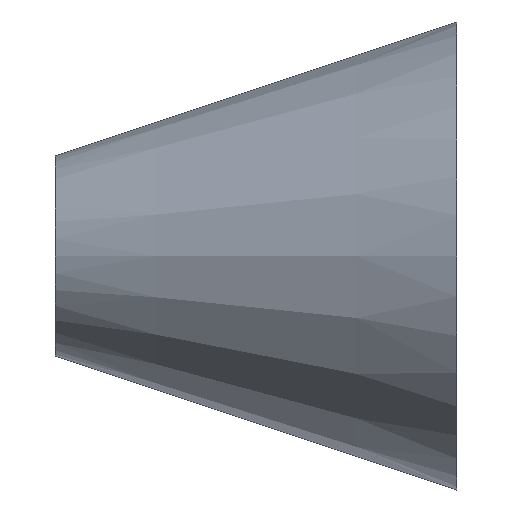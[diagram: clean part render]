
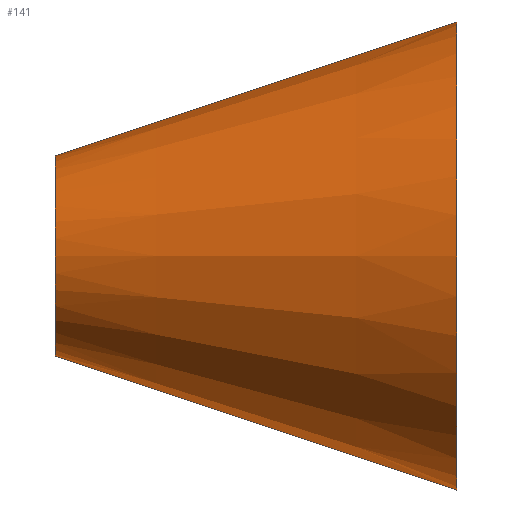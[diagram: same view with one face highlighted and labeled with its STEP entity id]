
A CAD part, front view. The second image highlights one B-rep face of the part: STEP entity #141.
In plain terms, the highlighted conical face has half-angle 18.435 degrees and reference radius 233.333 mm.
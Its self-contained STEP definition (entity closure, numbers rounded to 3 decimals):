
#2 = CONICAL_SURFACE ( 'NONE', #52, 233.333, 0.322 ) ;
#11 = ORIENTED_EDGE ( 'NONE', *, *, #67, .T. ) ;
#18 = ORIENTED_EDGE ( 'NONE', *, *, #108, .F. ) ;
#29 = DIRECTION ( 'NONE',  ( 0., 0., -1. ) ) ;
#36 = CARTESIAN_POINT ( 'NONE',  ( 200., 0., -233.333 ) ) ;
#39 = VERTEX_POINT ( 'NONE', #192 ) ;
#50 = VECTOR ( 'NONE', #229, 1000. ) ;
#52 = AXIS2_PLACEMENT_3D ( 'NONE', #130, #148, #244 ) ;
#57 = CARTESIAN_POINT ( 'NONE',  ( -200., 0., 100. ) ) ;
#63 = VERTEX_POINT ( 'NONE', #65 ) ;
#65 = CARTESIAN_POINT ( 'NONE',  ( -200., 0., -100. ) ) ;
#67 = EDGE_CURVE ( 'NONE', #175, #63, #147, .T. ) ;
#77 = CARTESIAN_POINT ( 'NONE',  ( -200., 0., 0. ) ) ;
#84 = LINE ( 'NONE', #250, #173 ) ;
#102 = CARTESIAN_POINT ( 'NONE',  ( 200., 0., -233.333 ) ) ;
#104 = VERTEX_POINT ( 'NONE', #102 ) ;
#105 = LINE ( 'NONE', #36, #50 ) ;
#108 = EDGE_CURVE ( 'NONE', #39, #104, #126, .T. ) ;
#117 = DIRECTION ( 'NONE',  ( 0., 0., -1. ) ) ;
#120 = EDGE_LOOP ( 'NONE', ( #161, #11, #224, #18 ) ) ;
#126 = CIRCLE ( 'NONE', #138, 233.333 ) ;
#130 = CARTESIAN_POINT ( 'NONE',  ( 200., 0., 0. ) ) ;
#138 = AXIS2_PLACEMENT_3D ( 'NONE', #166, #217, #117 ) ;
#141 = ADVANCED_FACE ( 'NONE', ( #253 ), #2, .T. ) ;
#147 = CIRCLE ( 'NONE', #227, 100. ) ;
#148 = DIRECTION ( 'NONE',  ( 1., 0., 0. ) ) ;
#156 = DIRECTION ( 'NONE',  ( 1., 0., 0. ) ) ;
#159 = EDGE_CURVE ( 'NONE', #63, #104, #105, .T. ) ;
#161 = ORIENTED_EDGE ( 'NONE', *, *, #163, .F. ) ;
#163 = EDGE_CURVE ( 'NONE', #175, #39, #84, .T. ) ;
#166 = CARTESIAN_POINT ( 'NONE',  ( 200., 0., 0. ) ) ;
#173 = VECTOR ( 'NONE', #191, 1000. ) ;
#175 = VERTEX_POINT ( 'NONE', #57 ) ;
#191 = DIRECTION ( 'NONE',  ( 0.949, 0., 0.316 ) ) ;
#192 = CARTESIAN_POINT ( 'NONE',  ( 200., 0., 233.333 ) ) ;
#217 = DIRECTION ( 'NONE',  ( 1., 0., 0. ) ) ;
#224 = ORIENTED_EDGE ( 'NONE', *, *, #159, .T. ) ;
#227 = AXIS2_PLACEMENT_3D ( 'NONE', #77, #156, #29 ) ;
#229 = DIRECTION ( 'NONE',  ( 0.949, 0., -0.316 ) ) ;
#244 = DIRECTION ( 'NONE',  ( 0., 0., -1. ) ) ;
#250 = CARTESIAN_POINT ( 'NONE',  ( 200., 0., 233.333 ) ) ;
#253 = FACE_OUTER_BOUND ( 'NONE', #120, .T. ) ;
